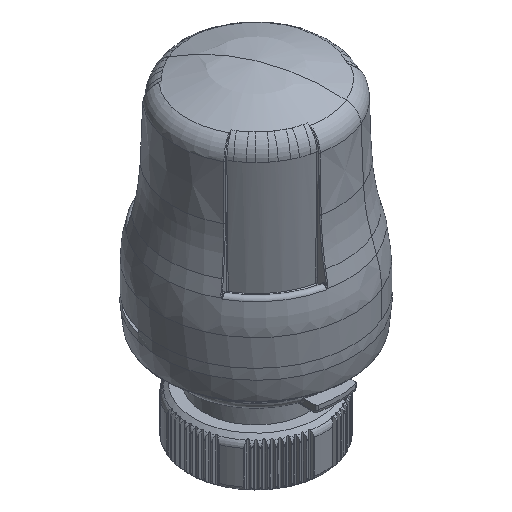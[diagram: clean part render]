
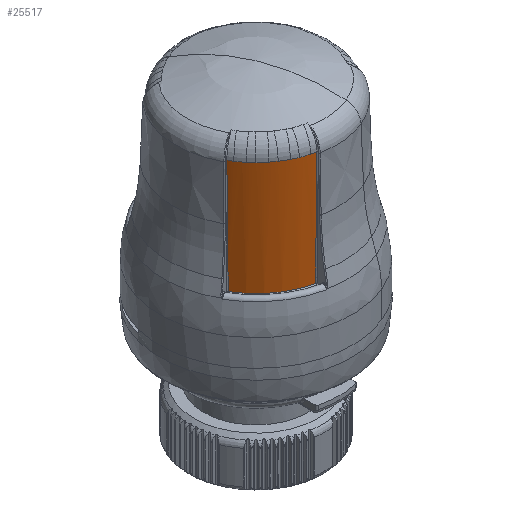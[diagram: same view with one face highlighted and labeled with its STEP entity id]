
A CAD part, isometric view. The second image highlights one B-rep face of the part: STEP entity #25517.
In plain terms, the highlighted cylindrical face has radius 19.55 mm (diameter 39.1 mm), a partial arc.
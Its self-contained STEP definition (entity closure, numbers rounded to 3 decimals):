
#23916=CARTESIAN_POINT('Vertex',(-16.973,-9.702,67.332)) ;
#24512=CARTESIAN_POINT('Vertex',(-10.793,-16.301,67.332)) ;
#24515=CARTESIAN_POINT('Axis2P3D Location',(0.,0.,67.332)) ;
#24519=CARTESIAN_POINT('Vertex',(-8.873,-17.42,67.332)) ;
#24560=CARTESIAN_POINT('Vertex',(-12.168,-15.302,67.332)) ;
#24563=CARTESIAN_POINT('Axis2P3D Location',(0.,0.,67.332)) ;
#24591=CARTESIAN_POINT('Vertex',(-13.826,-13.822,67.332)) ;
#24594=CARTESIAN_POINT('Axis2P3D Location',(0.,0.,67.332)) ;
#24622=CARTESIAN_POINT('Vertex',(-14.974,-12.569,67.332)) ;
#24625=CARTESIAN_POINT('Axis2P3D Location',(0.,0.,67.332)) ;
#24653=CARTESIAN_POINT('Vertex',(-16.304,-10.788,67.332)) ;
#24656=CARTESIAN_POINT('Axis2P3D Location',(0.,0.,67.332)) ;
#24670=CARTESIAN_POINT('Axis2P3D Location',(0.,0.,67.332)) ;
#24721=CARTESIAN_POINT('Vertex',(-16.85,-9.914,39.)) ;
#24725=CARTESIAN_POINT('Control Point',(-16.85,-9.914,39.)) ;
#24726=CARTESIAN_POINT('Control Point',(-16.854,-9.907,39.852)) ;
#24727=CARTESIAN_POINT('Control Point',(-16.857,-9.901,40.704)) ;
#24728=CARTESIAN_POINT('Control Point',(-16.861,-9.895,41.556)) ;
#24729=CARTESIAN_POINT('Control Point',(-16.865,-9.888,42.408)) ;
#24730=CARTESIAN_POINT('Control Point',(-16.869,-9.882,43.26)) ;
#24731=CARTESIAN_POINT('Vertex',(-16.869,-9.882,43.26)) ;
#24735=CARTESIAN_POINT('Control Point',(-16.869,-9.882,43.26)) ;
#24736=CARTESIAN_POINT('Control Point',(-16.89,-9.846,48.074)) ;
#24737=CARTESIAN_POINT('Control Point',(-16.911,-9.81,52.889)) ;
#24738=CARTESIAN_POINT('Control Point',(-16.931,-9.774,57.703)) ;
#24739=CARTESIAN_POINT('Control Point',(-16.952,-9.738,62.518)) ;
#24740=CARTESIAN_POINT('Control Point',(-16.973,-9.702,67.332)) ;
#24761=CARTESIAN_POINT('Vertex',(-16.848,-9.917,39.)) ;
#24765=CARTESIAN_POINT('Control Point',(-16.85,-9.914,39.)) ;
#24766=CARTESIAN_POINT('Control Point',(-16.849,-9.915,39.)) ;
#24767=CARTESIAN_POINT('Control Point',(-16.849,-9.916,39.)) ;
#24768=CARTESIAN_POINT('Control Point',(-16.848,-9.917,39.)) ;
#24797=CARTESIAN_POINT('Vertex',(-5.222,-18.84,67.332)) ;
#24800=CARTESIAN_POINT('Axis2P3D Location',(0.,0.,67.332)) ;
#24804=CARTESIAN_POINT('Vertex',(-3.983,-19.14,67.332)) ;
#24836=CARTESIAN_POINT('Vertex',(-7.327,-18.125,67.332)) ;
#24839=CARTESIAN_POINT('Axis2P3D Location',(0.,0.,67.332)) ;
#24853=CARTESIAN_POINT('Axis2P3D Location',(0.,0.,67.332)) ;
#25459=CARTESIAN_POINT('Vertex',(-4.225,-19.088,39.)) ;
#25462=CARTESIAN_POINT('Axis2P3D Location',(0.,0.,39.)) ;
#25474=CARTESIAN_POINT('Axis2P3D Location',(0.,0.,60.)) ;
#25479=CARTESIAN_POINT('Axis2P3D Location',(0.,0.,39.)) ;
#25483=CARTESIAN_POINT('Vertex',(-4.222,-19.089,39.)) ;
#25487=CARTESIAN_POINT('Control Point',(-4.222,-19.089,39.)) ;
#25488=CARTESIAN_POINT('Control Point',(-4.204,-19.093,41.13)) ;
#25489=CARTESIAN_POINT('Control Point',(-4.186,-19.097,43.26)) ;
#25490=CARTESIAN_POINT('Vertex',(-4.186,-19.097,43.26)) ;
#25494=CARTESIAN_POINT('Control Point',(-4.186,-19.097,43.26)) ;
#25495=CARTESIAN_POINT('Control Point',(-4.119,-19.111,51.284)) ;
#25496=CARTESIAN_POINT('Control Point',(-4.051,-19.126,59.308)) ;
#25497=CARTESIAN_POINT('Control Point',(-3.983,-19.14,67.332)) ;
#24516=DIRECTION('Axis2P3D Direction',(0.,-0.,1.)) ;
#24564=DIRECTION('Axis2P3D Direction',(0.,-0.,1.)) ;
#24595=DIRECTION('Axis2P3D Direction',(0.,-0.,1.)) ;
#24626=DIRECTION('Axis2P3D Direction',(0.,-0.,1.)) ;
#24657=DIRECTION('Axis2P3D Direction',(0.,-0.,1.)) ;
#24671=DIRECTION('Axis2P3D Direction',(0.,-0.,1.)) ;
#24801=DIRECTION('Axis2P3D Direction',(0.,-0.,1.)) ;
#24840=DIRECTION('Axis2P3D Direction',(0.,-0.,1.)) ;
#24854=DIRECTION('Axis2P3D Direction',(0.,-0.,1.)) ;
#25463=DIRECTION('Axis2P3D Direction',(-0.,0.,1.)) ;
#25475=DIRECTION('Axis2P3D Direction',(0.,0.,1.)) ;
#25476=DIRECTION('Axis2P3D XDirection',(-0.875,-0.485,0.)) ;
#25480=DIRECTION('Axis2P3D Direction',(0.,0.,1.)) ;
#24517=AXIS2_PLACEMENT_3D('Circle Axis2P3D',#24515,#24516,$) ;
#24565=AXIS2_PLACEMENT_3D('Circle Axis2P3D',#24563,#24564,$) ;
#24596=AXIS2_PLACEMENT_3D('Circle Axis2P3D',#24594,#24595,$) ;
#24627=AXIS2_PLACEMENT_3D('Circle Axis2P3D',#24625,#24626,$) ;
#24658=AXIS2_PLACEMENT_3D('Circle Axis2P3D',#24656,#24657,$) ;
#24672=AXIS2_PLACEMENT_3D('Circle Axis2P3D',#24670,#24671,$) ;
#24802=AXIS2_PLACEMENT_3D('Circle Axis2P3D',#24800,#24801,$) ;
#24841=AXIS2_PLACEMENT_3D('Circle Axis2P3D',#24839,#24840,$) ;
#24855=AXIS2_PLACEMENT_3D('Circle Axis2P3D',#24853,#24854,$) ;
#25464=AXIS2_PLACEMENT_3D('Circle Axis2P3D',#25462,#25463,$) ;
#25477=AXIS2_PLACEMENT_3D('Cylinder Axis2P3D',#25474,#25475,#25476) ;
#25481=AXIS2_PLACEMENT_3D('Circle Axis2P3D',#25479,#25480,$) ;
#25500=ORIENTED_EDGE('',*,*,#24521,.F.) ;
#25501=ORIENTED_EDGE('',*,*,#24567,.T.) ;
#25502=ORIENTED_EDGE('',*,*,#24598,.F.) ;
#25503=ORIENTED_EDGE('',*,*,#24629,.T.) ;
#25504=ORIENTED_EDGE('',*,*,#24660,.F.) ;
#25505=ORIENTED_EDGE('',*,*,#24674,.F.) ;
#25506=ORIENTED_EDGE('',*,*,#24741,.F.) ;
#25507=ORIENTED_EDGE('',*,*,#24733,.F.) ;
#25508=ORIENTED_EDGE('',*,*,#24769,.F.) ;
#25509=ORIENTED_EDGE('',*,*,#25466,.F.) ;
#25510=ORIENTED_EDGE('',*,*,#25485,.F.) ;
#25511=ORIENTED_EDGE('',*,*,#25492,.T.) ;
#25512=ORIENTED_EDGE('',*,*,#25498,.T.) ;
#25513=ORIENTED_EDGE('',*,*,#24806,.F.) ;
#25514=ORIENTED_EDGE('',*,*,#24843,.F.) ;
#25515=ORIENTED_EDGE('',*,*,#24857,.T.) ;
#25517=ADVANCED_FACE('PartBody',(#25516),#25478,.T.) ;
#24724=B_SPLINE_CURVE_WITH_KNOTS('',5,(#24725,#24726,#24727,#24728,#24729,#24730),.UNSPECIFIED.,.F.,.U.,(6,6),(9.298,15.322),.UNSPECIFIED.) ;
#24734=B_SPLINE_CURVE_WITH_KNOTS('',5,(#24735,#24736,#24737,#24738,#24739,#24740),.UNSPECIFIED.,.F.,.U.,(6,6),(15.322,49.367),.UNSPECIFIED.) ;
#24764=B_SPLINE_CURVE_WITH_KNOTS('',3,(#24765,#24766,#24767,#24768),.UNSPECIFIED.,.F.,.U.,(4,4),(0.436,0.441),.UNSPECIFIED.) ;
#25486=B_SPLINE_CURVE_WITH_KNOTS('',2,(#25487,#25488,#25489),.UNSPECIFIED.,.F.,.U.,(3,3),(9.298,15.322),.UNSPECIFIED.) ;
#25493=B_SPLINE_CURVE_WITH_KNOTS('',3,(#25494,#25495,#25496,#25497),.UNSPECIFIED.,.F.,.U.,(4,4),(15.322,49.367),.UNSPECIFIED.) ;
#24518=CIRCLE('generated circle',#24517,19.55) ;
#24566=CIRCLE('generated circle',#24565,19.55) ;
#24597=CIRCLE('generated circle',#24596,19.55) ;
#24628=CIRCLE('generated circle',#24627,19.55) ;
#24659=CIRCLE('generated circle',#24658,19.55) ;
#24673=CIRCLE('generated circle',#24672,19.55) ;
#24803=CIRCLE('generated circle',#24802,19.55) ;
#24842=CIRCLE('generated circle',#24841,19.55) ;
#24856=CIRCLE('generated circle',#24855,19.55) ;
#25465=CIRCLE('generated circle',#25464,19.55) ;
#25482=CIRCLE('generated circle',#25481,19.55) ;
#25478=CYLINDRICAL_SURFACE('generated cylinder',#25477,19.55) ;
#24521=EDGE_CURVE('',#24513,#24520,#24518,.T.) ;
#24567=EDGE_CURVE('',#24513,#24561,#24566,.F.) ;
#24598=EDGE_CURVE('',#24592,#24561,#24597,.T.) ;
#24629=EDGE_CURVE('',#24592,#24623,#24628,.F.) ;
#24660=EDGE_CURVE('',#24654,#24623,#24659,.T.) ;
#24674=EDGE_CURVE('',#23917,#24654,#24673,.T.) ;
#24733=EDGE_CURVE('',#24722,#24732,#24724,.T.) ;
#24741=EDGE_CURVE('',#24732,#23917,#24734,.T.) ;
#24769=EDGE_CURVE('',#24762,#24722,#24764,.F.) ;
#24806=EDGE_CURVE('',#24798,#24805,#24803,.T.) ;
#24843=EDGE_CURVE('',#24837,#24798,#24842,.T.) ;
#24857=EDGE_CURVE('',#24837,#24520,#24856,.F.) ;
#25466=EDGE_CURVE('',#25460,#24762,#25465,.F.) ;
#25485=EDGE_CURVE('',#25484,#25460,#25482,.F.) ;
#25492=EDGE_CURVE('',#25484,#25491,#25486,.T.) ;
#25498=EDGE_CURVE('',#25491,#24805,#25493,.T.) ;
#25499=EDGE_LOOP('',(#25500,#25501,#25502,#25503,#25504,#25505,#25506,#25507,#25508,#25509,#25510,#25511,#25512,#25513,#25514,#25515)) ;
#25516=FACE_OUTER_BOUND('',#25499,.T.) ;
#23917=VERTEX_POINT('',#23916) ;
#24513=VERTEX_POINT('',#24512) ;
#24520=VERTEX_POINT('',#24519) ;
#24561=VERTEX_POINT('',#24560) ;
#24592=VERTEX_POINT('',#24591) ;
#24623=VERTEX_POINT('',#24622) ;
#24654=VERTEX_POINT('',#24653) ;
#24722=VERTEX_POINT('',#24721) ;
#24732=VERTEX_POINT('',#24731) ;
#24762=VERTEX_POINT('',#24761) ;
#24798=VERTEX_POINT('',#24797) ;
#24805=VERTEX_POINT('',#24804) ;
#24837=VERTEX_POINT('',#24836) ;
#25460=VERTEX_POINT('',#25459) ;
#25484=VERTEX_POINT('',#25483) ;
#25491=VERTEX_POINT('',#25490) ;
